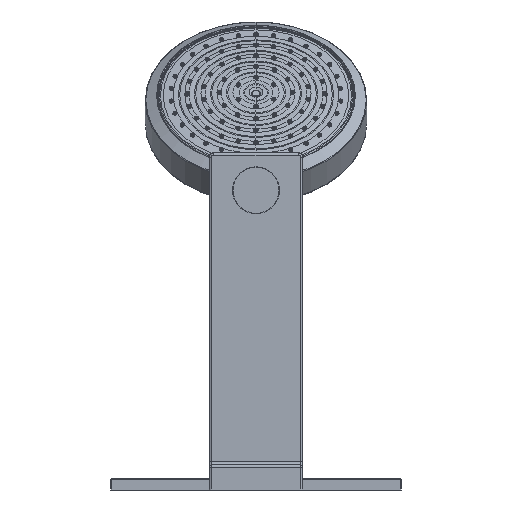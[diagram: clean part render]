
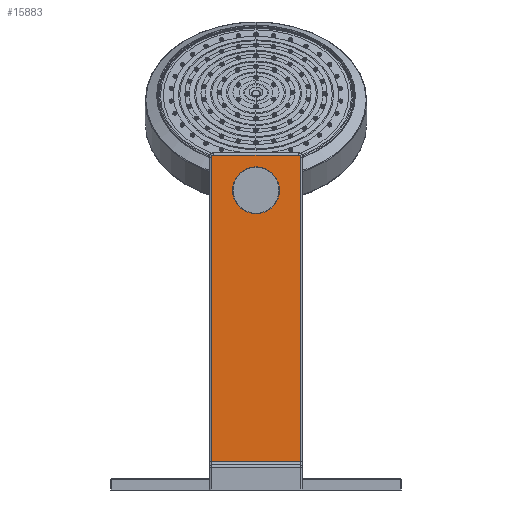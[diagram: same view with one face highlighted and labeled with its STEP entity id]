
A CAD part, front view. The second image highlights one B-rep face of the part: STEP entity #15883.
In plain terms, the highlighted planar face has unit normal (0, -1, 0).
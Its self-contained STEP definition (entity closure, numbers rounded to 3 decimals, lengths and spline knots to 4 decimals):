
#15350=DIRECTION('',(0.,0.,1.));
#15351=VECTOR('',#15350,8.132);
#15352=CARTESIAN_POINT('',(-1.19,-7.57,4.486));
#15353=LINE('',#15352,#15351);
#15354=CARTESIAN_POINT('',(-1.132,-7.57,12.618));
#15355=DIRECTION('',(0.,1.,0.));
#15356=DIRECTION('',(-1.,0.,0.));
#15357=AXIS2_PLACEMENT_3D('',#15354,#15355,#15356);
#15359=DIRECTION('',(1.,0.,0.));
#15360=VECTOR('',#15359,2.264);
#15361=CARTESIAN_POINT('',(-1.132,-7.57,12.676));
#15362=LINE('',#15361,#15360);
#15363=CARTESIAN_POINT('',(1.132,-7.57,12.618));
#15364=DIRECTION('',(0.,1.,0.));
#15365=DIRECTION('',(0.,0.,1.));
#15366=AXIS2_PLACEMENT_3D('',#15363,#15364,#15365);
#15368=DIRECTION('',(0.,0.,-1.));
#15369=VECTOR('',#15368,8.132);
#15370=CARTESIAN_POINT('',(1.19,-7.57,12.618));
#15371=LINE('',#15370,#15369);
#15372=DIRECTION('',(1.,0.,0.));
#15373=VECTOR('',#15372,2.38);
#15374=CARTESIAN_POINT('',(-1.19,-7.57,4.486));
#15375=LINE('',#15374,#15373);
#15376=CARTESIAN_POINT('',(0.,-7.57,11.736));
#15377=DIRECTION('',(0.,-1.,0.));
#15378=DIRECTION('',(1.,0.,0.));
#15379=AXIS2_PLACEMENT_3D('',#15376,#15377,#15378);
#15381=CARTESIAN_POINT('',(0.,-7.57,11.736));
#15382=DIRECTION('',(0.,-1.,0.));
#15383=DIRECTION('',(-1.,0.,0.));
#15384=AXIS2_PLACEMENT_3D('',#15381,#15382,#15383);
#15582=CARTESIAN_POINT('',(-1.19,-7.57,4.486));
#15583=VERTEX_POINT('',#15582);
#15586=CARTESIAN_POINT('',(-1.19,-7.57,12.618));
#15587=VERTEX_POINT('',#15586);
#15590=CARTESIAN_POINT('',(-1.132,-7.57,12.676));
#15591=VERTEX_POINT('',#15590);
#15594=CARTESIAN_POINT('',(1.132,-7.57,12.676));
#15595=VERTEX_POINT('',#15594);
#15598=CARTESIAN_POINT('',(1.19,-7.57,12.618));
#15599=VERTEX_POINT('',#15598);
#15602=CARTESIAN_POINT('',(1.19,-7.57,4.486));
#15603=VERTEX_POINT('',#15602);
#15642=CARTESIAN_POINT('',(0.625,-7.57,11.736));
#15643=CARTESIAN_POINT('',(-0.625,-7.57,11.736));
#15644=VERTEX_POINT('',#15642);
#15645=VERTEX_POINT('',#15643);
#15860=CARTESIAN_POINT('',(-1.25,-7.57,12.736));
#15861=DIRECTION('',(0.,-1.,0.));
#15862=DIRECTION('',(0.,0.,-1.));
#15863=AXIS2_PLACEMENT_3D('',#15860,#15861,#15862);
#15864=PLANE('',#15863);
#15866=ORIENTED_EDGE('',*,*,#15865,.T.);
#15868=ORIENTED_EDGE('',*,*,#15867,.T.);
#15870=ORIENTED_EDGE('',*,*,#15869,.T.);
#15872=ORIENTED_EDGE('',*,*,#15871,.T.);
#15873=ORIENTED_EDGE('',*,*,#15814,.T.);
#15874=ORIENTED_EDGE('',*,*,#15853,.F.);
#15875=EDGE_LOOP('',(#15866,#15868,#15870,#15872,#15873,#15874));
#15876=FACE_OUTER_BOUND('',#15875,.F.);
#15878=ORIENTED_EDGE('',*,*,#15877,.T.);
#15880=ORIENTED_EDGE('',*,*,#15879,.T.);
#15881=EDGE_LOOP('',(#15878,#15880));
#15882=FACE_BOUND('',#15881,.F.);
#15883=ADVANCED_FACE('',(#15876,#15882),#15864,.T.);
#15358=CIRCLE('',#15357,0.058);
#15367=CIRCLE('',#15366,0.058);
#15380=CIRCLE('',#15379,0.625);
#15385=CIRCLE('',#15384,0.625);
#15814=EDGE_CURVE('',#15599,#15603,#15371,.T.);
#15853=EDGE_CURVE('',#15583,#15603,#15375,.T.);
#15865=EDGE_CURVE('',#15583,#15587,#15353,.T.);
#15867=EDGE_CURVE('',#15587,#15591,#15358,.T.);
#15869=EDGE_CURVE('',#15591,#15595,#15362,.T.);
#15871=EDGE_CURVE('',#15595,#15599,#15367,.T.);
#15877=EDGE_CURVE('',#15644,#15645,#15380,.T.);
#15879=EDGE_CURVE('',#15645,#15644,#15385,.T.);
